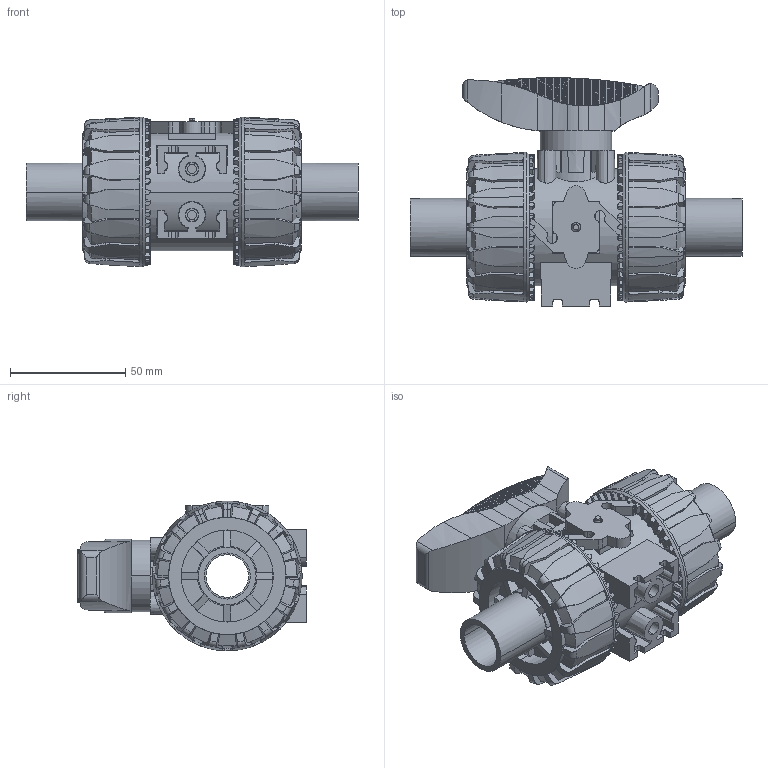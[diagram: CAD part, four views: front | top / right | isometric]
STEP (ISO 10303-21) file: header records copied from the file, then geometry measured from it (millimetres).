
FILE_DESCRIPTION(('STEP AP214'),'1');
FILE_NAME('vkddm025e.stp','2018-03-06T12:06:21',('TraceParts'),('TraceParts S.A.'),'Spatial InterOp 3D',' ',' ');
FILE_SCHEMA(('automotive_design'));
Length unit declared in the file: millimetre
Products named in the file (7): vkddm025e_1; vkddm025e_2; vkddm025e_3; vkddm025e_4; vkddm025e_5; vkddm025e_6; vkddm025e_7
Bounding box: 144.2 x 99.23 x 65 mm (x, y, z)
Volume: 290185.9 mm3; surface area: 83663.1 mm2
Topology: 7 solids, 7 shells, 1801 faces, 5038 edges, 3280 vertices
Faces by surface type: plane 968, cylinder 415, cone 378, torus 34, bspline 6
Entity records: 77561 total; most frequent: CARTESIAN_POINT 17019, ORIENTED_EDGE 10076, DIRECTION 9694, EDGE_CURVE 5038, AXIS2_PLACEMENT_3D 3896, VERTEX_POINT 3280, LINE 1902, VECTOR 1902
